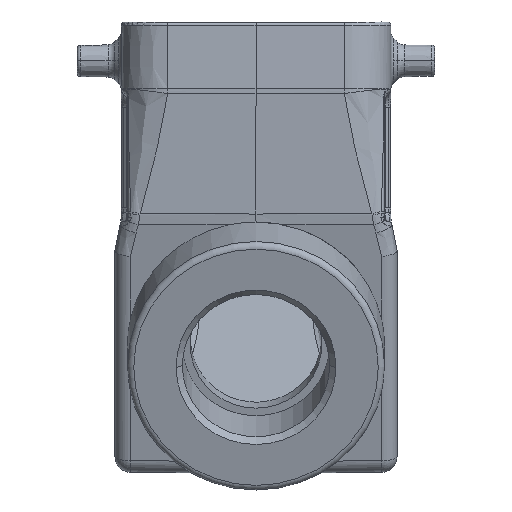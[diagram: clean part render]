
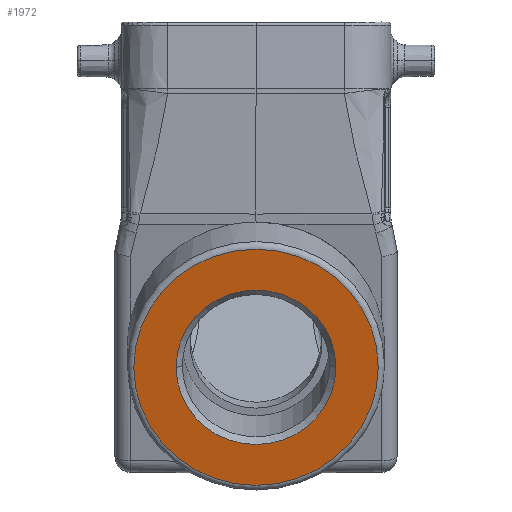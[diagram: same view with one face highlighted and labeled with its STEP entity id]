
A CAD part, left-side view. The second image highlights one B-rep face of the part: STEP entity #1972.
In plain terms, the highlighted planar face has unit normal (-0.966, 0, -0.259).
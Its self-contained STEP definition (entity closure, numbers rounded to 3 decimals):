
#999=FACE_BOUND('',#3714,.T.);
#1000=FACE_BOUND('',#3715,.T.);
#1429=CIRCLE('',#12762,12.75);
#1430=CIRCLE('',#12764,12.75);
#1431=CIRCLE('',#12766,19.5);
#1972=ADVANCED_FACE('',(#999,#1000),#2519,.T.);
#2519=PLANE('',#12767);
#3714=EDGE_LOOP('',(#5715));
#3715=EDGE_LOOP('',(#5716,#5717));
#5715=ORIENTED_EDGE('',*,*,#9686,.T.);
#5716=ORIENTED_EDGE('',*,*,#9684,.F.);
#5717=ORIENTED_EDGE('',*,*,#9685,.F.);
#8251=VERTEX_POINT('',#19699);
#8252=VERTEX_POINT('',#19701);
#8253=VERTEX_POINT('',#19707);
#9684=EDGE_CURVE('',#8252,#8251,#1429,.T.);
#9685=EDGE_CURVE('',#8251,#8252,#1430,.T.);
#9686=EDGE_CURVE('',#8253,#8253,#1431,.T.);
#12762=AXIS2_PLACEMENT_3D('',#19702,#14767,#14768);
#12764=AXIS2_PLACEMENT_3D('',#19704,#14771,#14772);
#12766=AXIS2_PLACEMENT_3D('',#19706,#14775,#14776);
#12767=AXIS2_PLACEMENT_3D('',#19708,#14777,#14778);
#14767=DIRECTION('',(-0.966,0.,-0.259));
#14768=DIRECTION('',(0.,1.,0.));
#14771=DIRECTION('',(-0.966,0.,-0.259));
#14772=DIRECTION('',(0.,-1.,0.));
#14775=DIRECTION('',(-0.966,0.,-0.259));
#14776=DIRECTION('',(-0.259,0.,0.966));
#14777=DIRECTION('',(-0.966,0.,-0.259));
#14778=DIRECTION('',(0.,1.,0.));
#19699=CARTESIAN_POINT('',(-41.947,-12.75,-55.08));
#19701=CARTESIAN_POINT('',(-41.947,12.75,-55.08));
#19702=CARTESIAN_POINT('',(-41.947,0.,-55.08));
#19704=CARTESIAN_POINT('',(-41.947,0.,-55.08));
#19706=CARTESIAN_POINT('',(-41.947,0.,-55.08));
#19707=CARTESIAN_POINT('',(-46.994,0.,-36.244));
#19708=CARTESIAN_POINT('',(-52.907,0.,-14.176));
